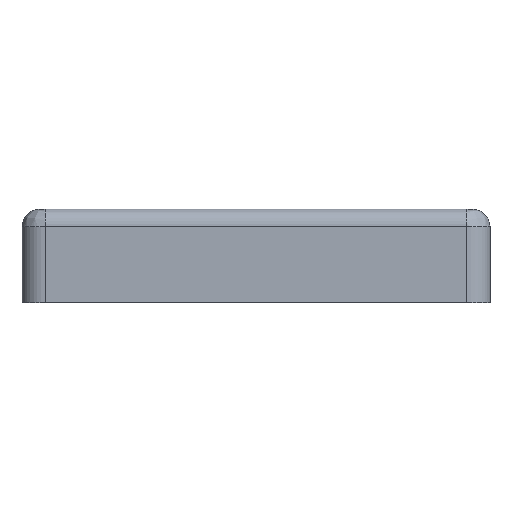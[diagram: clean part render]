
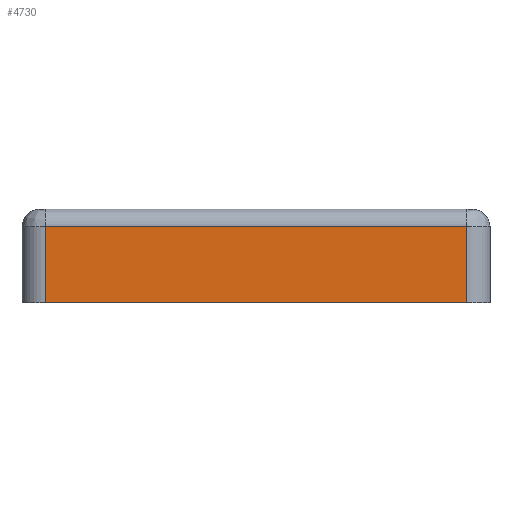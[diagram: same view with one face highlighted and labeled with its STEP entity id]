
A CAD part, front view. The second image highlights one B-rep face of the part: STEP entity #4730.
In plain terms, the highlighted planar face has unit normal (0, -1, 0).
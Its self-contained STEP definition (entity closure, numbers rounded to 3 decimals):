
#54 = ORIENTED_EDGE ( 'NONE', *, *, #1922, .F. ) ;
#367 = CARTESIAN_POINT ( 'NONE',  ( -40., -40., 0. ) ) ;
#1232 = CARTESIAN_POINT ( 'NONE',  ( 36., -40., 16. ) ) ;
#1392 = EDGE_CURVE ( 'NONE', #6628, #2755, #15274, .T. ) ;
#1615 = VECTOR ( 'NONE', #11593, 1000. ) ;
#1630 = ORIENTED_EDGE ( 'NONE', *, *, #6909, .F. ) ;
#1922 = EDGE_CURVE ( 'NONE', #15895, #7988, #10930, .T. ) ;
#2515 = DIRECTION ( 'NONE',  ( 0., 0., -1. ) ) ;
#2724 = CARTESIAN_POINT ( 'NONE',  ( -40., -40., 13. ) ) ;
#2755 = VERTEX_POINT ( 'NONE', #9918 ) ;
#3473 = EDGE_CURVE ( 'NONE', #2755, #15895, #8338, .T. ) ;
#4292 = EDGE_LOOP ( 'NONE', ( #9589, #4510, #1630, #54 ) ) ;
#4310 = CARTESIAN_POINT ( 'NONE',  ( 36., -40., 13. ) ) ;
#4510 = ORIENTED_EDGE ( 'NONE', *, *, #1392, .F. ) ;
#4730 = ADVANCED_FACE ( 'NONE', ( #5310 ), #4909, .F. ) ;
#4909 = PLANE ( 'NONE',  #5446 ) ;
#5310 = FACE_OUTER_BOUND ( 'NONE', #4292, .T. ) ;
#5446 = AXIS2_PLACEMENT_3D ( 'NONE', #6245, #15002, #7512 ) ;
#6245 = CARTESIAN_POINT ( 'NONE',  ( 40., -40., 16. ) ) ;
#6415 = LINE ( 'NONE', #367, #12671 ) ;
#6628 = VERTEX_POINT ( 'NONE', #10607 ) ;
#6909 = EDGE_CURVE ( 'NONE', #7988, #6628, #6415, .T. ) ;
#7235 = VECTOR ( 'NONE', #2515, 1000. ) ;
#7512 = DIRECTION ( 'NONE',  ( 0., 0., 1. ) ) ;
#7988 = VERTEX_POINT ( 'NONE', #12998 ) ;
#8338 = LINE ( 'NONE', #2724, #1615 ) ;
#9212 = DIRECTION ( 'NONE',  ( -1., 0., 0. ) ) ;
#9589 = ORIENTED_EDGE ( 'NONE', *, *, #3473, .F. ) ;
#9918 = CARTESIAN_POINT ( 'NONE',  ( -36., -40., 13. ) ) ;
#10164 = CARTESIAN_POINT ( 'NONE',  ( -36., -40., 16. ) ) ;
#10607 = CARTESIAN_POINT ( 'NONE',  ( -36., -40., 0. ) ) ;
#10930 = LINE ( 'NONE', #1232, #7235 ) ;
#11527 = VECTOR ( 'NONE', #15206, 1000. ) ;
#11593 = DIRECTION ( 'NONE',  ( 1., 0., 0. ) ) ;
#12671 = VECTOR ( 'NONE', #9212, 1000. ) ;
#12998 = CARTESIAN_POINT ( 'NONE',  ( 36., -40., 0. ) ) ;
#15002 = DIRECTION ( 'NONE',  ( 0., 1., 0. ) ) ;
#15206 = DIRECTION ( 'NONE',  ( 0., 0., 1. ) ) ;
#15274 = LINE ( 'NONE', #10164, #11527 ) ;
#15895 = VERTEX_POINT ( 'NONE', #4310 ) ;
